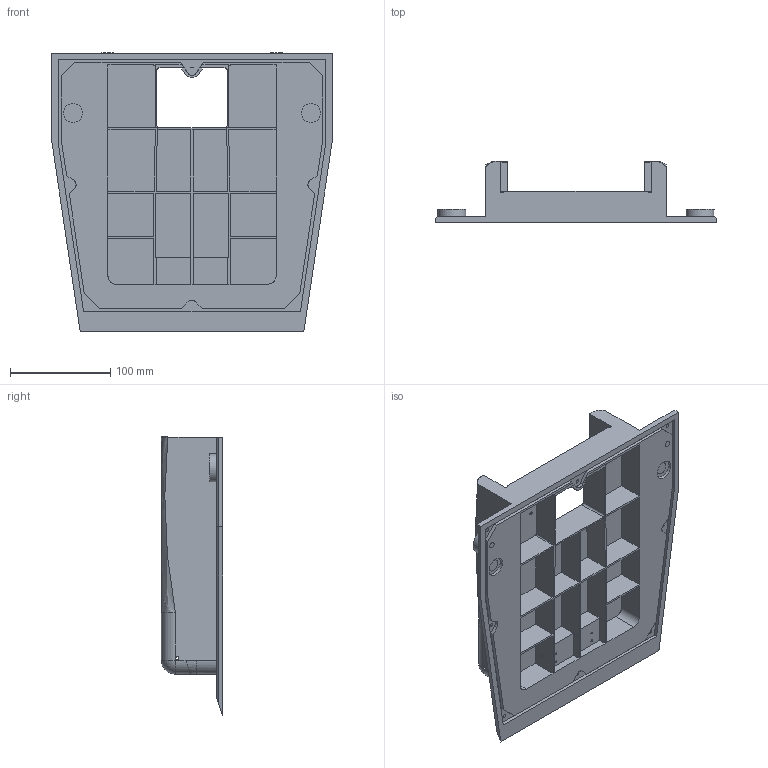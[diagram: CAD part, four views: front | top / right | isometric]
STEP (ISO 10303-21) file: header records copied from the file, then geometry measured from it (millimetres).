
FILE_DESCRIPTION(/* description */ (''),/* implementation_level */ '2;1');
FILE_NAME(/* name */ 'Mow-Upper.step',/* time_stamp */ '2021-10-01T12:25:41+02:00',/* author */ (''),/* organization */ (''),/* preprocessor_version */ 'ST-DEVELOPER v18.1',/* originating_system */ 'Autodesk Translation Framework v10.10.0.1391',/* authorisation */ '');
FILE_SCHEMA (('AUTOMOTIVE_DESIGN { 1 0 10303 214 3 1 1 }'));
Length unit declared in the file: millimetre
Products named in the file (1): Mow-Upper
Bounding box: 280 x 61.26 x 278 mm (x, y, z)
Volume: 785858 mm3; surface area: 277820.4 mm2
Topology: 1 solids, 15 shells, 324 faces, 791 edges, 509 vertices
Faces by surface type: plane 218, cylinder 86, bspline 18, sphere 2
Full cylindrical faces by diameter (mm): 2 x8, 3 x2, 3.2 x16, 3.5 x2, 6.2 x2, 12.2 x2, 19 x2, 28 x2
Entity records: 9949 total; most frequent: CARTESIAN_POINT 2341, ORIENTED_EDGE 1566, DIRECTION 1523, EDGE_CURVE 783, LINE 585, VECTOR 585, VERTEX_POINT 507, AXIS2_PLACEMENT_3D 469
